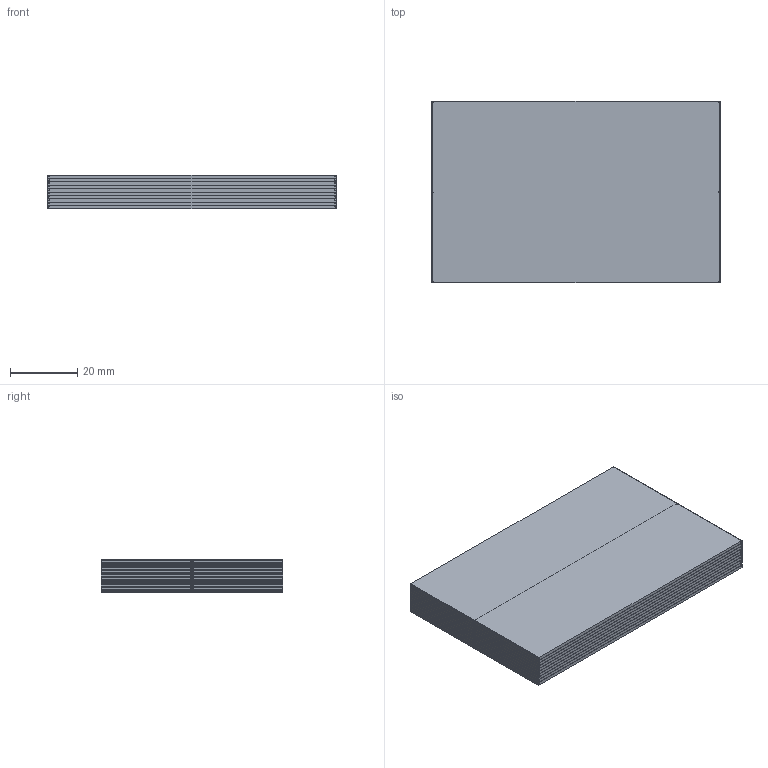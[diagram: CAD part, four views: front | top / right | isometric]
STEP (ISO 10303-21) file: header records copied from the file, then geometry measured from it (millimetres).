
FILE_DESCRIPTION((''),'2;1');
FILE_NAME('AssCardS.stp','2016-03-14T14:15:12',('Administrator'),(''),'Autodesk Inventor 2008','Autodesk Inventor 2008','');
FILE_SCHEMA(('AUTOMOTIVE_DESIGN { 1 0 10303 214 1 1 1 1 }'));
Length unit declared in the file: millimetre
Products named in the file (4): AssCardS; AssCard; CardA; CardB
Assembly tree (12 placements, depth 3):
  AssCardS
    AssCard  x10
      CardA
      CardB
Bounding box: 86 x 54 x 10 mm (x, y, z)
Surface area: 103078.2 mm2
Topology: 20 solids, 20 shells, 440 faces, 1220 edges, 560 vertices
Faces by surface type: plane 160, cylinder 120, bspline 80, torus 40, sphere 40
Full cylindrical faces by diameter (mm): 0.5 x50, 1 x10
Entity records: 4544 total; most frequent: CARTESIAN_POINT 3458, DIRECTION 212, ORIENTED_EDGE 192, EDGE_CURVE 96, AXIS2_PLACEMENT_3D 90, VERTEX_POINT 52, EDGE_LOOP 50, FACE_OUTER_BOUND 44
